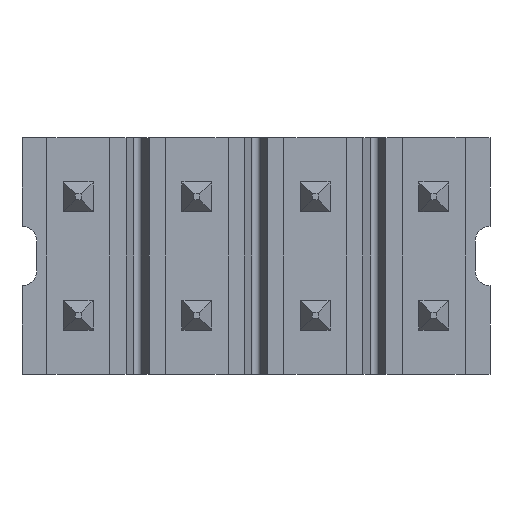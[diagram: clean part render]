
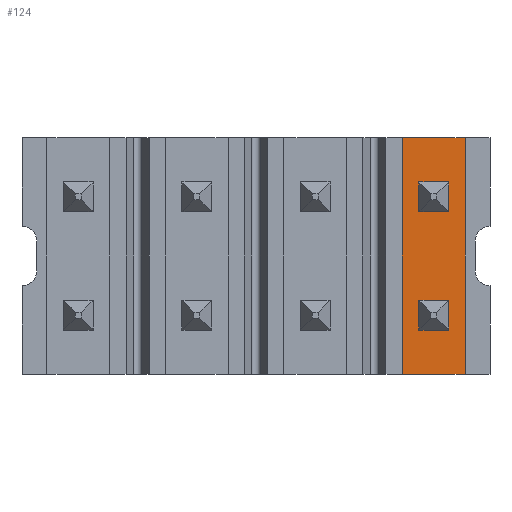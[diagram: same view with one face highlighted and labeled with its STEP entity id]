
A CAD part, front view. The second image highlights one B-rep face of the part: STEP entity #124.
In plain terms, the highlighted planar face has unit normal (0, -1, 0).
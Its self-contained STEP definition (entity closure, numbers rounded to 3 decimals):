
#124=ADVANCED_FACE('',(#414,#415,#416),#417,.F.);
#414=FACE_OUTER_BOUND('',#882,.T.);
#415=FACE_BOUND('',#883,.T.);
#416=FACE_BOUND('',#884,.T.);
#417=PLANE('',#885);
#882=EDGE_LOOP('',(#1717,#1718,#1719,#1720));
#883=EDGE_LOOP('',(#1721,#1722,#1723,#1724));
#884=EDGE_LOOP('',(#1725,#1726,#1727,#1728));
#885=AXIS2_PLACEMENT_3D('',#1729,#1730,#1731);
#1717=ORIENTED_EDGE('',*,*,#3199,.F.);
#1718=ORIENTED_EDGE('',*,*,#3123,.T.);
#1719=ORIENTED_EDGE('',*,*,#3200,.T.);
#1720=ORIENTED_EDGE('',*,*,#2984,.F.);
#1721=ORIENTED_EDGE('',*,*,#3201,.T.);
#1722=ORIENTED_EDGE('',*,*,#3175,.T.);
#1723=ORIENTED_EDGE('',*,*,#3202,.F.);
#1724=ORIENTED_EDGE('',*,*,#3151,.F.);
#1725=ORIENTED_EDGE('',*,*,#3198,.T.);
#1726=ORIENTED_EDGE('',*,*,#3171,.T.);
#1727=ORIENTED_EDGE('',*,*,#3203,.F.);
#1728=ORIENTED_EDGE('',*,*,#3147,.F.);
#1729=CARTESIAN_POINT('',(3.53,-0.6,2.0));
#1730=DIRECTION('',(0.0,1.0,0.0));
#1731=DIRECTION('',(1.0,0.0,-0.0));
#2984=EDGE_CURVE('',#3573,#3575,#3576,.T.);
#3123=EDGE_CURVE('',#3834,#3832,#3835,.T.);
#3147=EDGE_CURVE('',#3874,#3877,#3878,.T.);
#3151=EDGE_CURVE('',#3882,#3885,#3886,.T.);
#3171=EDGE_CURVE('',#3917,#3915,#3918,.T.);
#3175=EDGE_CURVE('',#3925,#3923,#3926,.T.);
#3198=EDGE_CURVE('',#3874,#3917,#3958,.T.);
#3199=EDGE_CURVE('',#3834,#3573,#3959,.T.);
#3200=EDGE_CURVE('',#3832,#3575,#3960,.T.);
#3201=EDGE_CURVE('',#3882,#3925,#3961,.T.);
#3202=EDGE_CURVE('',#3885,#3923,#3962,.T.);
#3203=EDGE_CURVE('',#3877,#3915,#3963,.T.);
#3573=VERTEX_POINT('',#4433);
#3575=VERTEX_POINT('',#4436);
#3576=LINE('',#4437,#4438);
#3832=VERTEX_POINT('',#4816);
#3834=VERTEX_POINT('',#4819);
#3835=LINE('',#4820,#4821);
#3874=VERTEX_POINT('',#4882);
#3877=VERTEX_POINT('',#4886);
#3878=LINE('',#4887,#4888);
#3882=VERTEX_POINT('',#4894);
#3885=VERTEX_POINT('',#4898);
#3886=LINE('',#4899,#4900);
#3915=VERTEX_POINT('',#4947);
#3917=VERTEX_POINT('',#4950);
#3918=LINE('',#4951,#4952);
#3923=VERTEX_POINT('',#4959);
#3925=VERTEX_POINT('',#4962);
#3926=LINE('',#4963,#4964);
#3958=LINE('',#5018,#5019);
#3959=LINE('',#5020,#5021);
#3960=LINE('',#5022,#5023);
#3961=LINE('',#5024,#5025);
#3962=LINE('',#5026,#5027);
#3963=LINE('',#5028,#5029);
#4433=CARTESIAN_POINT('',(3.53,-0.6,-2.0));
#4436=CARTESIAN_POINT('',(2.47,-0.6,-2.0));
#4437=CARTESIAN_POINT('',(3.53,-0.6,-2.0));
#4438=VECTOR('',#5774,1.06);
#4816=CARTESIAN_POINT('',(2.47,-0.6,2.0));
#4819=CARTESIAN_POINT('',(3.53,-0.6,2.0));
#4820=CARTESIAN_POINT('',(3.53,-0.6,2.0));
#4821=VECTOR('',#5943,1.06);
#4882=CARTESIAN_POINT('',(3.25,-0.6,0.75));
#4886=CARTESIAN_POINT('',(3.25,-0.6,1.25));
#4887=CARTESIAN_POINT('',(3.25,-0.6,0.75));
#4888=VECTOR('',#5967,0.5);
#4894=CARTESIAN_POINT('',(3.25,-0.6,-1.25));
#4898=CARTESIAN_POINT('',(3.25,-0.6,-0.75));
#4899=CARTESIAN_POINT('',(3.25,-0.6,-1.25));
#4900=VECTOR('',#5971,0.5);
#4947=CARTESIAN_POINT('',(2.75,-0.6,1.25));
#4950=CARTESIAN_POINT('',(2.75,-0.6,0.75));
#4951=CARTESIAN_POINT('',(2.75,-0.6,0.75));
#4952=VECTOR('',#5991,0.5);
#4959=CARTESIAN_POINT('',(2.75,-0.6,-0.75));
#4962=CARTESIAN_POINT('',(2.75,-0.6,-1.25));
#4963=CARTESIAN_POINT('',(2.75,-0.6,-1.25));
#4964=VECTOR('',#5995,0.5);
#5018=CARTESIAN_POINT('',(3.25,-0.6,0.75));
#5019=VECTOR('',#6018,0.5);
#5020=CARTESIAN_POINT('',(3.53,-0.6,2.0));
#5021=VECTOR('',#6019,4.0);
#5022=CARTESIAN_POINT('',(2.47,-0.6,2.0));
#5023=VECTOR('',#6020,4.0);
#5024=CARTESIAN_POINT('',(3.25,-0.6,-1.25));
#5025=VECTOR('',#6021,0.5);
#5026=CARTESIAN_POINT('',(3.25,-0.6,-0.75));
#5027=VECTOR('',#6022,0.5);
#5028=CARTESIAN_POINT('',(3.25,-0.6,1.25));
#5029=VECTOR('',#6023,0.5);
#5774=DIRECTION('',(-1.0,0.0,0.0));
#5943=DIRECTION('',(-1.0,0.0,0.0));
#5967=DIRECTION('',(0.0,0.0,1.0));
#5971=DIRECTION('',(0.0,0.0,1.0));
#5991=DIRECTION('',(0.0,0.0,1.0));
#5995=DIRECTION('',(0.0,0.0,1.0));
#6018=DIRECTION('',(-1.0,0.0,0.0));
#6019=DIRECTION('',(0.0,0.0,-1.0));
#6020=DIRECTION('',(0.0,0.0,-1.0));
#6021=DIRECTION('',(-1.0,0.0,0.0));
#6022=DIRECTION('',(-1.0,0.0,0.0));
#6023=DIRECTION('',(-1.0,0.0,0.0));
